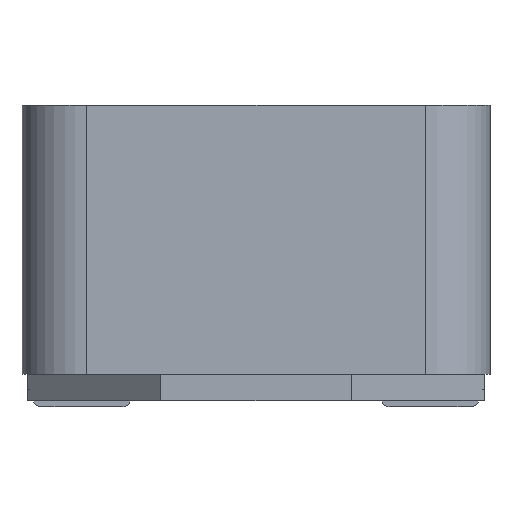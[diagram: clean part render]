
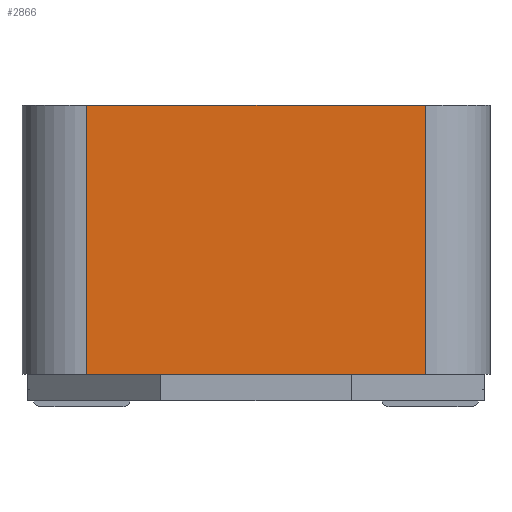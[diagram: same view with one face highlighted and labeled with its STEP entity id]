
A CAD part, left-side view. The second image highlights one B-rep face of the part: STEP entity #2866.
In plain terms, the highlighted planar face has unit normal (-1, 0, 0).
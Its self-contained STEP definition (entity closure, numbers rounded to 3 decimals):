
#384=ORIENTED_EDGE('',*,*,#857,.F.);
#385=ORIENTED_EDGE('',*,*,#847,.F.);
#386=ORIENTED_EDGE('',*,*,#843,.F.);
#387=ORIENTED_EDGE('',*,*,#852,.T.);
#843=EDGE_CURVE('',#1106,#1107,#1281,.T.);
#847=EDGE_CURVE('',#1107,#1109,#1283,.T.);
#852=EDGE_CURVE('',#1106,#1112,#1286,.T.);
#857=EDGE_CURVE('',#1109,#1112,#1291,.T.);
#1106=VERTEX_POINT('',#4103);
#1107=VERTEX_POINT('',#4105);
#1109=VERTEX_POINT('',#4110);
#1112=VERTEX_POINT('',#4121);
#1281=LINE('',#4104,#1493);
#1283=LINE('',#4112,#1495);
#1286=LINE('',#4123,#1498);
#1291=LINE('',#4129,#1503);
#1493=VECTOR('',#3314,1000.);
#1495=VECTOR('',#3322,1000.);
#1498=VECTOR('',#3333,1000.);
#1503=VECTOR('',#3340,1000.);
#1692=EDGE_LOOP('',(#384,#385,#386,#387));
#1822=FACE_BOUND('',#1692,.T.);
#1927=PLANE('',#3013);
#2866=ADVANCED_FACE('',(#1822),#1927,.F.);
#3013=AXIS2_PLACEMENT_3D('',#4132,#3345,#3346);
#3314=DIRECTION('',(0.,1.,0.));
#3322=DIRECTION('',(0.,0.,1.));
#3333=DIRECTION('',(0.,0.,1.));
#3340=DIRECTION('',(0.,-1.,0.));
#3345=DIRECTION('',(1.,0.,0.));
#3346=DIRECTION('',(0.,0.,-1.));
#4103=CARTESIAN_POINT('',(-6.15,-4.45,-9.3));
#4104=CARTESIAN_POINT('',(-6.15,4.45,-9.3));
#4105=CARTESIAN_POINT('',(-6.15,4.45,-9.3));
#4110=CARTESIAN_POINT('',(-6.15,4.45,-2.225));
#4112=CARTESIAN_POINT('',(-6.15,4.45,-9.));
#4121=CARTESIAN_POINT('',(-6.15,-4.45,-2.225));
#4123=CARTESIAN_POINT('',(-6.15,-4.45,-9.));
#4129=CARTESIAN_POINT('',(-6.15,6.15,-2.225));
#4132=CARTESIAN_POINT('',(-6.15,4.45,-9.));
